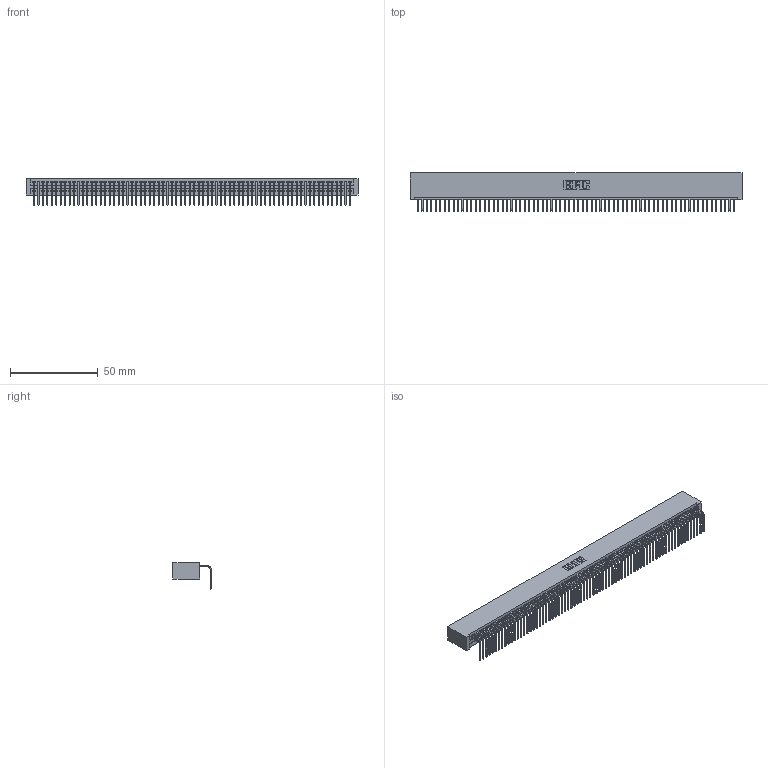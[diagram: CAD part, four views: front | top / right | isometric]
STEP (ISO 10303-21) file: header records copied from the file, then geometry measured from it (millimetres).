
FILE_DESCRIPTION (( 'STEP AP203' ), '1' );
FILE_NAME ('395-072-558-101.STEP', '2019-10-11T20:44:52', ( '' ), ( '' ), 'SwSTEP 2.0', 'SolidWorks 2016', '' );
FILE_SCHEMA (( 'CONFIG_CONTROL_DESIGN' ));
Length unit declared in the file: inch
Products named in the file (3): 345 Part_No Mounting Lugs; 345-292-001_558 Tail - 2; 395-072-558-101
Assembly tree (73 placements, depth 2):
  395-072-558-101
    345 Part_No Mounting Lugs
    345-292-001_558 Tail - 2  x72
Bounding box: 189.48 x 21.83 x 15.37 mm (x, y, z)
Volume: 19067.4 mm3; surface area: 27346.3 mm2
Topology: 73 solids, 73 shells, 4438 faces, 13421 edges, 8850 vertices
Faces by surface type: plane 3100, cylinder 1338
Entity records: 49957 total; most frequent: ORIENTED_EDGE 8666, CARTESIAN_POINT 8660, DIRECTION 7513, EDGE_CURVE 4333, VECTOR 3921, LINE 3921, VERTEX_POINT 2886, AXIS2_PLACEMENT_3D 1796
